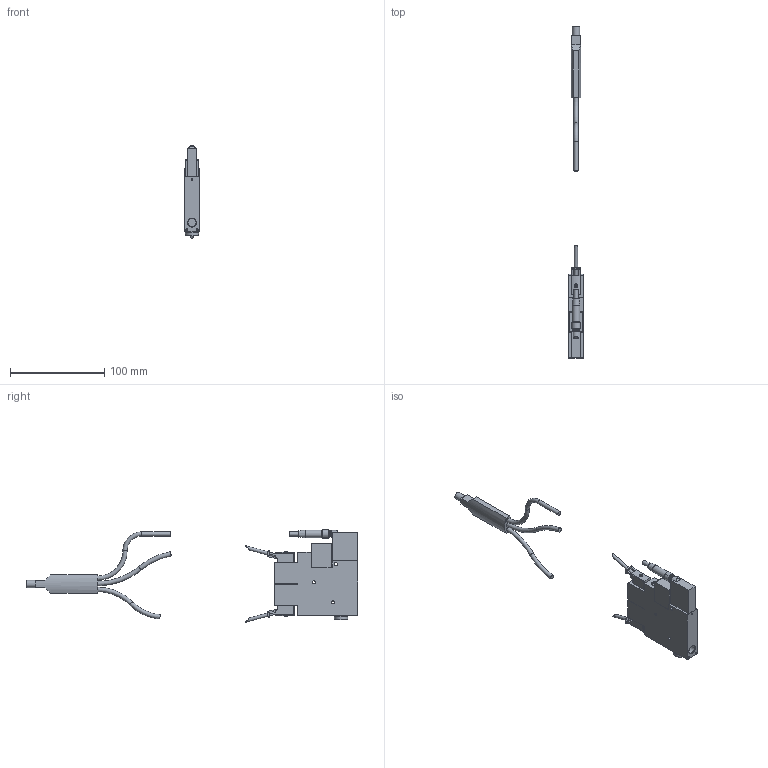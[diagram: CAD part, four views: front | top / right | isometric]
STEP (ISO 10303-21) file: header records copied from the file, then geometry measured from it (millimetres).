
FILE_DESCRIPTION(/* description */ ('STEP AP214'),/* implementation_level */ '2;1');
FILE_NAME(/* name */ '171055_VADMI-70-LS-P',/* time_stamp */ '2024-09-16T06:34:12+02:00',/* author */ ('License CC BY-ND 4.0'),/* organization */ ('CADENAS'),/* preprocessor_version */ 'ST-DEVELOPER v19.3',/* originating_system */ 'PARTsolutions',/* authorisation */ ' ');
FILE_SCHEMA (('AUTOMOTIVE_DESIGN {1 0 10303 214 3 1 1}'));
Length unit declared in the file: millimetre
Products named in the file (6): 171055 VADMI-70-LS-P; 171055 VADMI-70-LS-P_(p); 3568 B-1/8; 171055 VADMI-70-LS-P (l); 193443 KMYZ-2-24-10-LED; 171055 VADMI-70-LS-P (dose)
Assembly tree (6 placements, depth 2):
  171055 VADMI-70-LS-P
    171055 VADMI-70-LS-P_(p)
    3568 B-1/8
    171055 VADMI-70-LS-P (l)
    193443 KMYZ-2-24-10-LED  x2
    171055 VADMI-70-LS-P (dose)
Bounding box: 15 x 352.65 x 98.39 mm (x, y, z)
Volume: 109235.3 mm3; surface area: 34284.2 mm2
Topology: 6 solids, 6 shells, 350 faces, 815 edges, 523 vertices
Faces by surface type: plane 226, cylinder 88, cone 25, torus 9, sphere 2
Full cylindrical faces by diameter (mm): 1 x8, 1.5 x2, 1.567 x3, 2 x2, 3.2 x3, 3.4 x2, 3.8 x2, 4 x2, 4.1 x2, 4.134 x1, 4.5 x2, 5.4 x1, 5.5 x1, 6.5 x4, 6.917 x1, 7 x1, 7.4 x1, 7.6 x1, 8 x2, 8.566 x2, 9 x1, 9.728 x1, 12.6 x1, 14 x2
Entity records: 7911 total; most frequent: DIRECTION 1240, CARTESIAN_POINT 1205, ORIENTED_EDGE 1022, EDGE_CURVE 511, AXIS2_PLACEMENT_3D 467, EDGE_LOOP 396, FACE_BOUND 396, VERTEX_POINT 375
